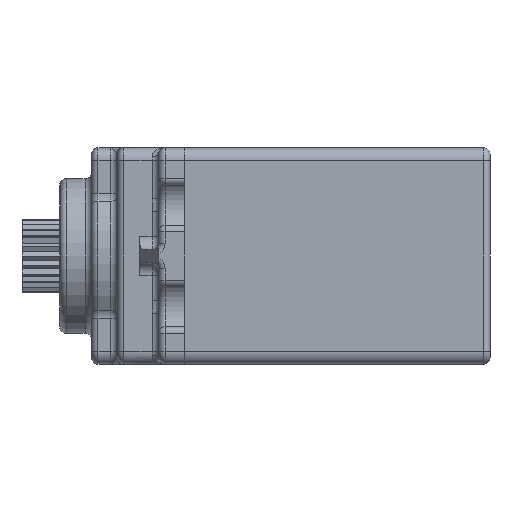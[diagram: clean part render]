
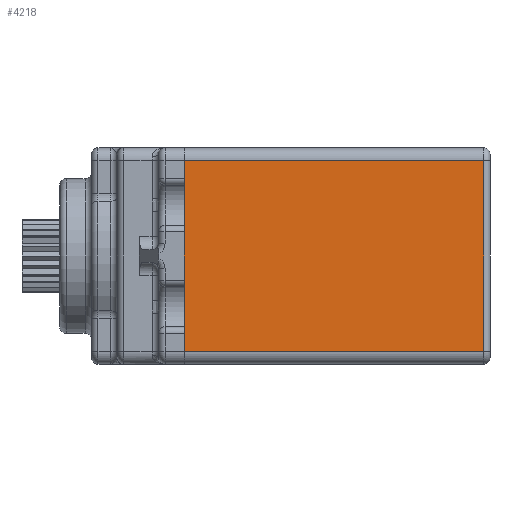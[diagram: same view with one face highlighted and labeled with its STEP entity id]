
A CAD part, left-side view. The second image highlights one B-rep face of the part: STEP entity #4218.
In plain terms, the highlighted planar face has unit normal (-1, 0, 0).
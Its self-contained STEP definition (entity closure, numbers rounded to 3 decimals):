
#312 = CARTESIAN_POINT ( 'NONE',  ( -16.265, -23.19, 8.385 ) ) ;
#407 = AXIS2_PLACEMENT_3D ( 'NONE', #1801, #5650, #1065 ) ;
#512 = DIRECTION ( 'NONE',  ( 0., -1., 0. ) ) ;
#987 = LINE ( 'NONE', #8970, #2806 ) ;
#991 = ORIENTED_EDGE ( 'NONE', *, *, #5370, .T. ) ;
#1065 = DIRECTION ( 'NONE',  ( 0., 0., 1. ) ) ;
#1154 = VERTEX_POINT ( 'NONE', #6566 ) ;
#1801 = CARTESIAN_POINT ( 'NONE',  ( -16.265, -23.69, 8.385 ) ) ;
#2365 = VERTEX_POINT ( 'NONE', #4566 ) ;
#2417 = DIRECTION ( 'NONE',  ( 0., 1., 0. ) ) ;
#2806 = VECTOR ( 'NONE', #3638, 1000. ) ;
#2923 = CARTESIAN_POINT ( 'NONE',  ( -16.265, -23.19, 7.385 ) ) ;
#3403 = EDGE_CURVE ( 'NONE', #3455, #2365, #987, .T. ) ;
#3411 = LINE ( 'NONE', #8116, #7213 ) ;
#3455 = VERTEX_POINT ( 'NONE', #9814 ) ;
#3638 = DIRECTION ( 'NONE',  ( 0., 0., 1. ) ) ;
#4074 = VECTOR ( 'NONE', #9537, 1000. ) ;
#4218 = ADVANCED_FACE ( 'NONE', ( #5772 ), #8686, .T. ) ;
#4356 = VERTEX_POINT ( 'NONE', #2923 ) ;
#4566 = CARTESIAN_POINT ( 'NONE',  ( -16.265, 0., 7.385 ) ) ;
#4665 = ORIENTED_EDGE ( 'NONE', *, *, #3403, .F. ) ;
#5370 = EDGE_CURVE ( 'NONE', #1154, #4356, #8112, .T. ) ;
#5650 = DIRECTION ( 'NONE',  ( -1., 0., 0. ) ) ;
#5772 = FACE_OUTER_BOUND ( 'NONE', #5906, .T. ) ;
#5807 = LINE ( 'NONE', #6237, #9617 ) ;
#5906 = EDGE_LOOP ( 'NONE', ( #8201, #991, #9690, #4665 ) ) ;
#6237 = CARTESIAN_POINT ( 'NONE',  ( -16.265, -23.69, 7.385 ) ) ;
#6566 = CARTESIAN_POINT ( 'NONE',  ( -16.265, -23.19, -7.385 ) ) ;
#7213 = VECTOR ( 'NONE', #512, 1000. ) ;
#7261 = EDGE_CURVE ( 'NONE', #4356, #2365, #5807, .T. ) ;
#7576 = EDGE_CURVE ( 'NONE', #3455, #1154, #3411, .T. ) ;
#8112 = LINE ( 'NONE', #312, #4074 ) ;
#8116 = CARTESIAN_POINT ( 'NONE',  ( -16.265, -23.69, -7.385 ) ) ;
#8201 = ORIENTED_EDGE ( 'NONE', *, *, #7576, .T. ) ;
#8686 = PLANE ( 'NONE',  #407 ) ;
#8970 = CARTESIAN_POINT ( 'NONE',  ( -16.265, 0., 8.385 ) ) ;
#9537 = DIRECTION ( 'NONE',  ( 0., 0., 1. ) ) ;
#9617 = VECTOR ( 'NONE', #2417, 1000. ) ;
#9690 = ORIENTED_EDGE ( 'NONE', *, *, #7261, .T. ) ;
#9814 = CARTESIAN_POINT ( 'NONE',  ( -16.265, 0., -7.385 ) ) ;
